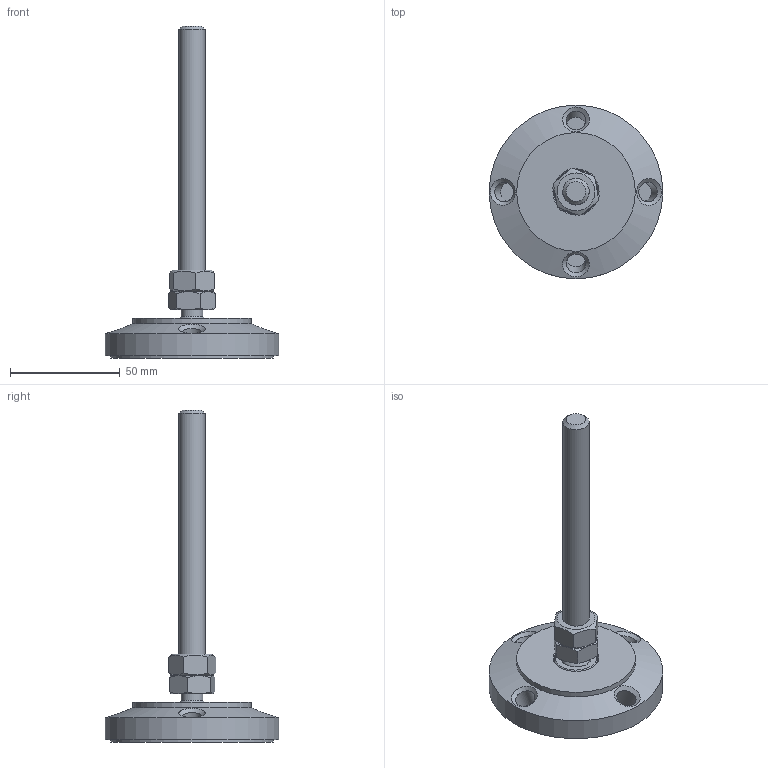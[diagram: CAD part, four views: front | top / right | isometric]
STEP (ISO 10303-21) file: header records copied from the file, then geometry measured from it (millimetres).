
FILE_DESCRIPTION(/* description */ ('GK Stellf. Alu eloxschw. D 79'),/* implementation_level */ '2;1');
FILE_NAME(/* name */ 'SF0722S.stp',/* time_stamp */ '2015-12-23T09:29:50+01:00',/* author */ ('Marina Kaa'),/* organization */ (''),/* preprocessor_version */ 'ST-DEVELOPER v15.6',/* originating_system */ 'Autodesk Inventor 2015',/* authorisation */ '');
FILE_SCHEMA (('AUTOMOTIVE_DESIGN { 1 0 10303 214 3 1 1 }'));
Length unit declared in the file: millimetre
Products named in the file (6): ME9601496_A; ME1501000_A; ME14121441175_A; DK0934120001_A; ME5201000_A; SF0722S_A
Bounding box: 79 x 79 x 151.03 mm (x, y, z)
Volume: 90222.8 mm3; surface area: 33424.9 mm2
Topology: 5 solids, 5 shells, 74 faces, 166 edges, 107 vertices
Faces by surface type: plane 28, cone 23, cylinder 17, bspline 4, sphere 2
Full cylindrical faces by diameter (mm): 9 x4, 9.9 x1, 10.106 x1, 12 x1, 12.95 x1, 20 x4, 21 x1, 54 x1, 74 x1, 75 x1, 79 x1
Entity records: 2402 total; most frequent: CARTESIAN_POINT 875, DIRECTION 290, ORIENTED_EDGE 248, AXIS2_PLACEMENT_3D 133, EDGE_CURVE 124, EDGE_LOOP 120, VERTEX_POINT 96, ADVANCED_FACE 74
